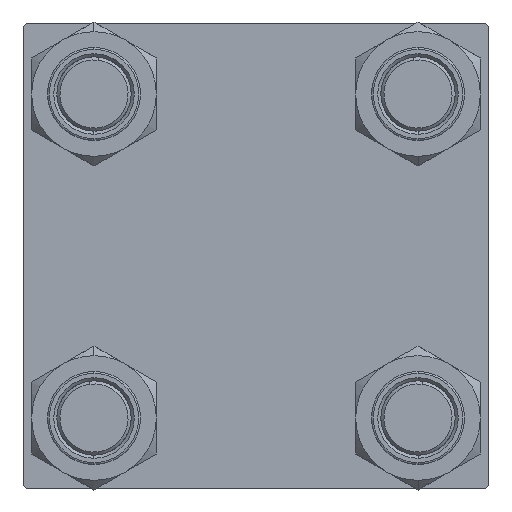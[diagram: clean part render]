
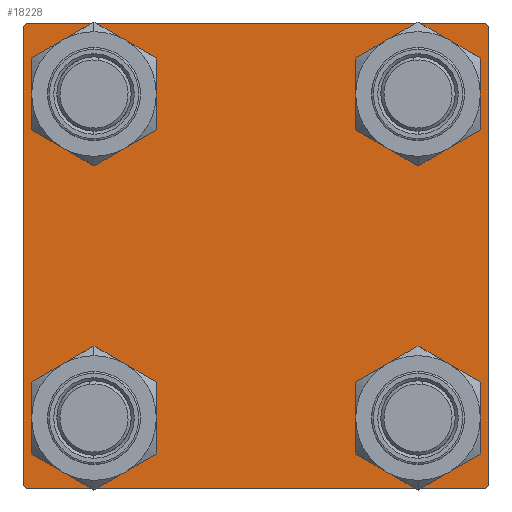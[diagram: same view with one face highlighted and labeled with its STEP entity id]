
A CAD part, left-side view. The second image highlights one B-rep face of the part: STEP entity #18228.
In plain terms, the highlighted planar face has unit normal (-1, 0, 0).
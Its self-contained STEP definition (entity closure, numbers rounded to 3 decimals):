
#416 = DIRECTION ( 'NONE',  ( 1., 0., 0. ) ) ;
#876 = CIRCLE ( 'NONE', #42318, 6.5 ) ;
#1013 = CARTESIAN_POINT ( 'NONE',  ( 0., 26.15, -26.15 ) ) ;
#1800 = DIRECTION ( 'NONE',  ( 1., 0., 0. ) ) ;
#2532 = CARTESIAN_POINT ( 'NONE',  ( 0., -37.5, 37.5 ) ) ;
#2612 = LINE ( 'NONE', #36940, #31797 ) ;
#2695 = VECTOR ( 'NONE', #42262, 1000. ) ;
#3249 = AXIS2_PLACEMENT_3D ( 'NONE', #1013, #24365, #31768 ) ;
#3601 = LINE ( 'NONE', #7145, #2695 ) ;
#3823 = CARTESIAN_POINT ( 'NONE',  ( 0., 26.15, 32.65 ) ) ;
#3827 = VERTEX_POINT ( 'NONE', #19747 ) ;
#4998 = CARTESIAN_POINT ( 'NONE',  ( 0., 37.25, -37.25 ) ) ;
#6168 = EDGE_CURVE ( 'NONE', #12269, #35200, #40659, .T. ) ;
#7145 = CARTESIAN_POINT ( 'NONE',  ( 0., 37.5, 37.5 ) ) ;
#7503 = FACE_BOUND ( 'NONE', #15784, .T. ) ;
#7753 = DIRECTION ( 'NONE',  ( 0., 0., 1. ) ) ;
#8580 = EDGE_CURVE ( 'NONE', #45266, #31990, #2612, .T. ) ;
#8882 = CIRCLE ( 'NONE', #3249, 6.5 ) ;
#8896 = CARTESIAN_POINT ( 'NONE',  ( 0., -26.15, -19.65 ) ) ;
#9409 = VERTEX_POINT ( 'NONE', #8896 ) ;
#9539 = CIRCLE ( 'NONE', #22529, 6.5 ) ;
#9708 = DIRECTION ( 'NONE',  ( 1., 0., 0. ) ) ;
#10323 = CARTESIAN_POINT ( 'NONE',  ( 0., -26.15, -32.65 ) ) ;
#10517 = EDGE_CURVE ( 'NONE', #20647, #45805, #40815, .T. ) ;
#10802 = CARTESIAN_POINT ( 'NONE',  ( 0., -26.15, 32.65 ) ) ;
#11179 = VERTEX_POINT ( 'NONE', #22223 ) ;
#11810 = FACE_BOUND ( 'NONE', #24054, .T. ) ;
#12269 = VERTEX_POINT ( 'NONE', #22959 ) ;
#12330 = LINE ( 'NONE', #23773, #28881 ) ;
#12705 = CARTESIAN_POINT ( 'NONE',  ( 0., 37.5, 37. ) ) ;
#12775 = VECTOR ( 'NONE', #37467, 1000. ) ;
#13311 = CARTESIAN_POINT ( 'NONE',  ( 0., -37.25, -37.25 ) ) ;
#13955 = VERTEX_POINT ( 'NONE', #21716 ) ;
#14401 = AXIS2_PLACEMENT_3D ( 'NONE', #35696, #16095, #47195 ) ;
#14548 = CARTESIAN_POINT ( 'NONE',  ( 0., 37.5, -37.5 ) ) ;
#14623 = ORIENTED_EDGE ( 'NONE', *, *, #28826, .T. ) ;
#14697 = ORIENTED_EDGE ( 'NONE', *, *, #43635, .T. ) ;
#14797 = CARTESIAN_POINT ( 'NONE',  ( 0., -26.15, 26.15 ) ) ;
#15082 = AXIS2_PLACEMENT_3D ( 'NONE', #50278, #42623, #7753 ) ;
#15202 = AXIS2_PLACEMENT_3D ( 'NONE', #28302, #16835, #20897 ) ;
#15352 = ORIENTED_EDGE ( 'NONE', *, *, #10517, .T. ) ;
#15434 = VERTEX_POINT ( 'NONE', #3823 ) ;
#15784 = EDGE_LOOP ( 'NONE', ( #16567, #15352 ) ) ;
#16095 = DIRECTION ( 'NONE',  ( 1., 0., 0. ) ) ;
#16567 = ORIENTED_EDGE ( 'NONE', *, *, #29108, .T. ) ;
#16620 = CARTESIAN_POINT ( 'NONE',  ( 0., 37.5, -37. ) ) ;
#16716 = EDGE_CURVE ( 'NONE', #21799, #11179, #39601, .T. ) ;
#16835 = DIRECTION ( 'NONE',  ( 1., 0., 0. ) ) ;
#17267 = DIRECTION ( 'NONE',  ( 0., 0., 1. ) ) ;
#17800 = EDGE_LOOP ( 'NONE', ( #14697, #44946 ) ) ;
#17810 = EDGE_LOOP ( 'NONE', ( #42483, #28401, #32784, #43472, #31700, #27162, #25989, #30129 ) ) ;
#18007 = DIRECTION ( 'NONE',  ( 0., 0., -1. ) ) ;
#18228 = ADVANCED_FACE ( 'NONE', ( #7503, #45704, #46203, #11810, #26821 ), #22992, .T. ) ;
#18285 = VECTOR ( 'NONE', #48977, 1000. ) ;
#18588 = DIRECTION ( 'NONE',  ( 0., 0., 1. ) ) ;
#19177 = EDGE_CURVE ( 'NONE', #11179, #3827, #48960, .T. ) ;
#19747 = CARTESIAN_POINT ( 'NONE',  ( 0., -37., -37.5 ) ) ;
#20401 = AXIS2_PLACEMENT_3D ( 'NONE', #40020, #9708, #29030 ) ;
#20631 = VERTEX_POINT ( 'NONE', #25385 ) ;
#20647 = VERTEX_POINT ( 'NONE', #21556 ) ;
#20897 = DIRECTION ( 'NONE',  ( 0., 0., 1. ) ) ;
#21556 = CARTESIAN_POINT ( 'NONE',  ( 0., -26.15, 19.65 ) ) ;
#21716 = CARTESIAN_POINT ( 'NONE',  ( 0., -37.5, -37. ) ) ;
#21752 = EDGE_CURVE ( 'NONE', #31990, #21799, #12330, .T. ) ;
#21799 = VERTEX_POINT ( 'NONE', #16620 ) ;
#21820 = LINE ( 'NONE', #2532, #48046 ) ;
#21905 = DIRECTION ( 'NONE',  ( 1., 0., 0. ) ) ;
#22223 = CARTESIAN_POINT ( 'NONE',  ( 0., 37., -37.5 ) ) ;
#22529 = AXIS2_PLACEMENT_3D ( 'NONE', #14797, #21905, #18588 ) ;
#22880 = EDGE_CURVE ( 'NONE', #26212, #20631, #48839, .T. ) ;
#22959 = CARTESIAN_POINT ( 'NONE',  ( 0., 26.15, -32.65 ) ) ;
#22992 = PLANE ( 'NONE',  #15082 ) ;
#23329 = CIRCLE ( 'NONE', #15202, 6.5 ) ;
#23773 = CARTESIAN_POINT ( 'NONE',  ( 0., 37.5, 37.5 ) ) ;
#24054 = EDGE_LOOP ( 'NONE', ( #14623, #38472 ) ) ;
#24156 = CARTESIAN_POINT ( 'NONE',  ( 0., -26.15, 26.15 ) ) ;
#24294 = DIRECTION ( 'NONE',  ( 0., -0.707, -0.707 ) ) ;
#24365 = DIRECTION ( 'NONE',  ( 1., 0., 0. ) ) ;
#24596 = VERTEX_POINT ( 'NONE', #35379 ) ;
#24875 = DIRECTION ( 'NONE',  ( 0., 0.707, 0.707 ) ) ;
#25385 = CARTESIAN_POINT ( 'NONE',  ( 0., -37., 37.5 ) ) ;
#25571 = VECTOR ( 'NONE', #24294, 1000. ) ;
#25989 = ORIENTED_EDGE ( 'NONE', *, *, #47010, .F. ) ;
#26212 = VERTEX_POINT ( 'NONE', #49592 ) ;
#26821 = FACE_OUTER_BOUND ( 'NONE', #17810, .T. ) ;
#27162 = ORIENTED_EDGE ( 'NONE', *, *, #22880, .T. ) ;
#27842 = CARTESIAN_POINT ( 'NONE',  ( 0., 26.15, -19.65 ) ) ;
#28302 = CARTESIAN_POINT ( 'NONE',  ( 0., 26.15, 26.15 ) ) ;
#28401 = ORIENTED_EDGE ( 'NONE', *, *, #16716, .T. ) ;
#28826 = EDGE_CURVE ( 'NONE', #15434, #24596, #48554, .T. ) ;
#28881 = VECTOR ( 'NONE', #43642, 1000. ) ;
#28943 = EDGE_CURVE ( 'NONE', #24596, #15434, #23329, .T. ) ;
#29030 = DIRECTION ( 'NONE',  ( 0., 0., 1. ) ) ;
#29108 = EDGE_CURVE ( 'NONE', #45805, #20647, #9539, .T. ) ;
#29258 = DIRECTION ( 'NONE',  ( 1., 0., 0. ) ) ;
#29453 = CARTESIAN_POINT ( 'NONE',  ( 0., -37.25, 37.25 ) ) ;
#30129 = ORIENTED_EDGE ( 'NONE', *, *, #8580, .T. ) ;
#31339 = VERTEX_POINT ( 'NONE', #10323 ) ;
#31700 = ORIENTED_EDGE ( 'NONE', *, *, #50105, .F. ) ;
#31768 = DIRECTION ( 'NONE',  ( 0., 0., 1. ) ) ;
#31797 = VECTOR ( 'NONE', #49440, 1000. ) ;
#31990 = VERTEX_POINT ( 'NONE', #12705 ) ;
#32784 = ORIENTED_EDGE ( 'NONE', *, *, #19177, .T. ) ;
#33081 = CARTESIAN_POINT ( 'NONE',  ( 0., 26.15, -26.15 ) ) ;
#33666 = LINE ( 'NONE', #13311, #18285 ) ;
#34030 = EDGE_CURVE ( 'NONE', #35200, #12269, #8882, .T. ) ;
#34241 = DIRECTION ( 'NONE',  ( 0., 0., 1. ) ) ;
#35200 = VERTEX_POINT ( 'NONE', #27842 ) ;
#35246 = CARTESIAN_POINT ( 'NONE',  ( 0., -26.15, -26.15 ) ) ;
#35379 = CARTESIAN_POINT ( 'NONE',  ( 0., 26.15, 19.65 ) ) ;
#35696 = CARTESIAN_POINT ( 'NONE',  ( 0., 26.15, 26.15 ) ) ;
#36940 = CARTESIAN_POINT ( 'NONE',  ( 0., 37.25, 37.25 ) ) ;
#37467 = DIRECTION ( 'NONE',  ( 0., -1., 0. ) ) ;
#37509 = CIRCLE ( 'NONE', #20401, 6.5 ) ;
#37722 = EDGE_CURVE ( 'NONE', #31339, #9409, #876, .T. ) ;
#37730 = ORIENTED_EDGE ( 'NONE', *, *, #34030, .T. ) ;
#38472 = ORIENTED_EDGE ( 'NONE', *, *, #28943, .T. ) ;
#39601 = LINE ( 'NONE', #4998, #25571 ) ;
#39864 = AXIS2_PLACEMENT_3D ( 'NONE', #33081, #29258, #42007 ) ;
#40020 = CARTESIAN_POINT ( 'NONE',  ( 0., -26.15, -26.15 ) ) ;
#40659 = CIRCLE ( 'NONE', #39864, 6.5 ) ;
#40815 = CIRCLE ( 'NONE', #49838, 6.5 ) ;
#40906 = CARTESIAN_POINT ( 'NONE',  ( 0., 37., 37.5 ) ) ;
#42007 = DIRECTION ( 'NONE',  ( 0., 0., 1. ) ) ;
#42087 = EDGE_LOOP ( 'NONE', ( #37730, #48613 ) ) ;
#42262 = DIRECTION ( 'NONE',  ( 0., -1., 0. ) ) ;
#42318 = AXIS2_PLACEMENT_3D ( 'NONE', #35246, #416, #34241 ) ;
#42483 = ORIENTED_EDGE ( 'NONE', *, *, #21752, .T. ) ;
#42623 = DIRECTION ( 'NONE',  ( -1., 0., 0. ) ) ;
#43472 = ORIENTED_EDGE ( 'NONE', *, *, #49189, .T. ) ;
#43635 = EDGE_CURVE ( 'NONE', #9409, #31339, #37509, .T. ) ;
#43642 = DIRECTION ( 'NONE',  ( 0., 0., -1. ) ) ;
#44946 = ORIENTED_EDGE ( 'NONE', *, *, #37722, .T. ) ;
#45244 = VECTOR ( 'NONE', #24875, 1000. ) ;
#45266 = VERTEX_POINT ( 'NONE', #40906 ) ;
#45704 = FACE_BOUND ( 'NONE', #17800, .T. ) ;
#45805 = VERTEX_POINT ( 'NONE', #10802 ) ;
#46203 = FACE_BOUND ( 'NONE', #42087, .T. ) ;
#47010 = EDGE_CURVE ( 'NONE', #45266, #20631, #3601, .T. ) ;
#47195 = DIRECTION ( 'NONE',  ( 0., 0., 1. ) ) ;
#48046 = VECTOR ( 'NONE', #18007, 1000. ) ;
#48554 = CIRCLE ( 'NONE', #14401, 6.5 ) ;
#48613 = ORIENTED_EDGE ( 'NONE', *, *, #6168, .T. ) ;
#48839 = LINE ( 'NONE', #29453, #45244 ) ;
#48960 = LINE ( 'NONE', #14548, #12775 ) ;
#48977 = DIRECTION ( 'NONE',  ( 0., -0.707, 0.707 ) ) ;
#49189 = EDGE_CURVE ( 'NONE', #3827, #13955, #33666, .T. ) ;
#49440 = DIRECTION ( 'NONE',  ( 0., 0.707, -0.707 ) ) ;
#49592 = CARTESIAN_POINT ( 'NONE',  ( 0., -37.5, 37. ) ) ;
#49838 = AXIS2_PLACEMENT_3D ( 'NONE', #24156, #1800, #17267 ) ;
#50105 = EDGE_CURVE ( 'NONE', #26212, #13955, #21820, .T. ) ;
#50278 = CARTESIAN_POINT ( 'NONE',  ( 0., 0., 0. ) ) ;
